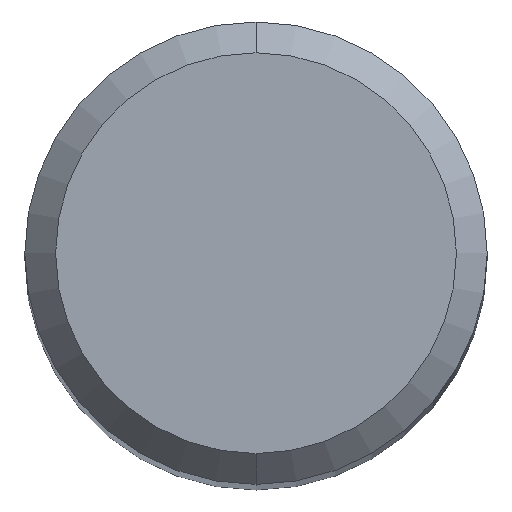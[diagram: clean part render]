
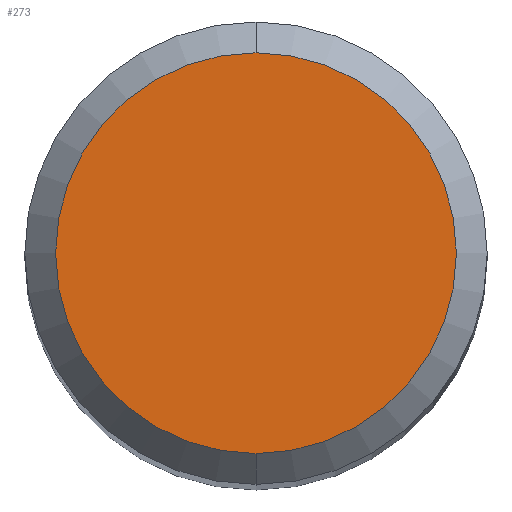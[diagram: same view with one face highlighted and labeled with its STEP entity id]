
A CAD part, top view. The second image highlights one B-rep face of the part: STEP entity #273.
In plain terms, the highlighted planar face has unit normal (0, 0, 1).
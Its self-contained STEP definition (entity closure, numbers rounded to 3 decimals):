
#265=VERTEX_POINT('',#568);
#273=ADVANCED_FACE('',(#576),#577,.T.);
#373=VERTEX_POINT('',#686);
#397=EDGE_CURVE('',#265,#373,#712,.T.);
#413=EDGE_CURVE('',#373,#265,#728,.T.);
#568=CARTESIAN_POINT('',(0.0,2.6,40.814));
#576=FACE_OUTER_BOUND('',#978,.T.);
#577=PLANE('',#979);
#686=CARTESIAN_POINT('',(0.,-2.6,40.814));
#712=CIRCLE('',#1305,2.6);
#728=CIRCLE('',#1356,2.6);
#978=EDGE_LOOP('',(#1539,#1540));
#979=AXIS2_PLACEMENT_3D('',#1541,#1542,#1543);
#1305=AXIS2_PLACEMENT_3D('',#1686,#1687,#1688);
#1356=AXIS2_PLACEMENT_3D('',#1695,#1696,#1697);
#1539=ORIENTED_EDGE('',*,*,#397,.F.);
#1540=ORIENTED_EDGE('',*,*,#413,.F.);
#1541=CARTESIAN_POINT('',(0.0,1.3,40.814));
#1542=DIRECTION('',(0.0,0.0,1.0));
#1543=DIRECTION('',(0.0,-1.0,0.0));
#1686=CARTESIAN_POINT('',(0.0,0.0,40.814));
#1687=DIRECTION('',(0.0,0.0,-1.0));
#1688=DIRECTION('',(0.0,1.0,0.0));
#1695=CARTESIAN_POINT('',(0.0,0.0,40.814));
#1696=DIRECTION('',(0.0,0.0,-1.0));
#1697=DIRECTION('',(0.0,1.0,0.0));
